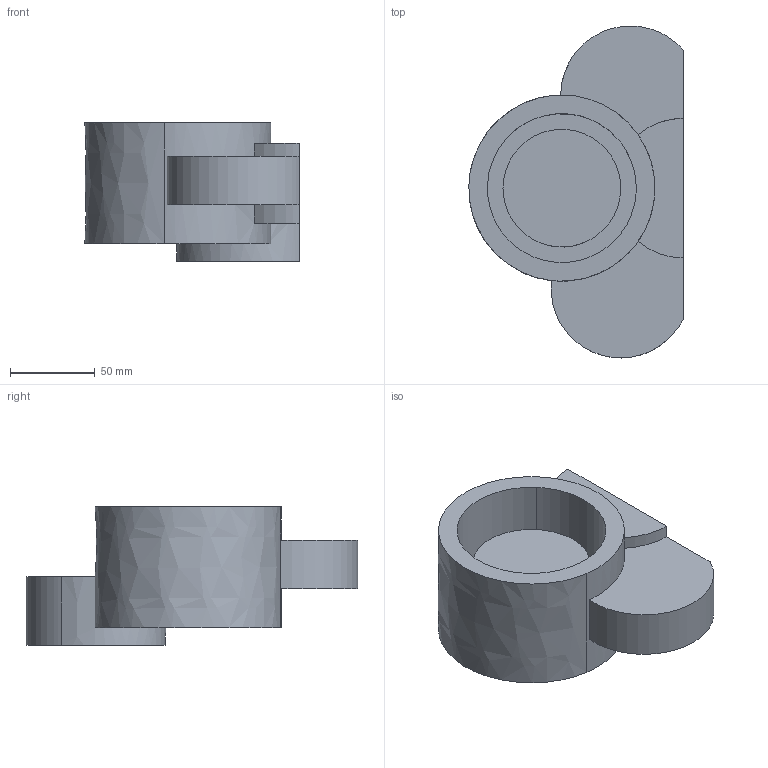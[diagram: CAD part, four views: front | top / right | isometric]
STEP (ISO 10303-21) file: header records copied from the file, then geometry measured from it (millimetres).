
FILE_DESCRIPTION(/* description */ (''),/* implementation_level */ '2;1');
FILE_NAME(/* name */ 'T319_C~1',/* time_stamp */ '2020-02-27T15:13:48+01:00',/* author */ (''),/* organization */ (''),/* preprocessor_version */ 'ST-DEVELOPER v15',/* originating_system */ '',/* authorisation */ '');
FILE_SCHEMA (('AUTOMOTIVE_DESIGN'));
Length unit declared in the file: centimetre
Products named in the file (1): Document
Bounding box: 126.69 x 196.19 x 81.81 mm (x, y, z)
Volume: 104716 mm3; surface area: 94223.1 mm2
Topology: 1 solids, 2 shells, 23 faces, 57 edges, 38 vertices
Faces by surface type: bspline 12, plane 11
Entity records: 707 total; most frequent: CARTESIAN_POINT 356, ORIENTED_EDGE 102, EDGE_CURVE 57, VERTEX_POINT 38, EDGE_LOOP 24, ADVANCED_FACE 23, FACE_OUTER_BOUND 23, DIRECTION 17
